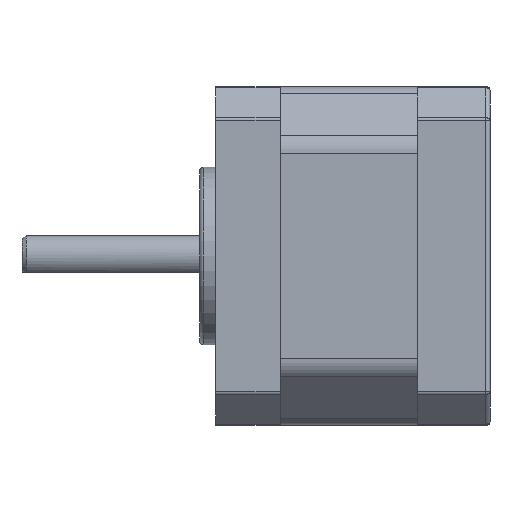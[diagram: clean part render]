
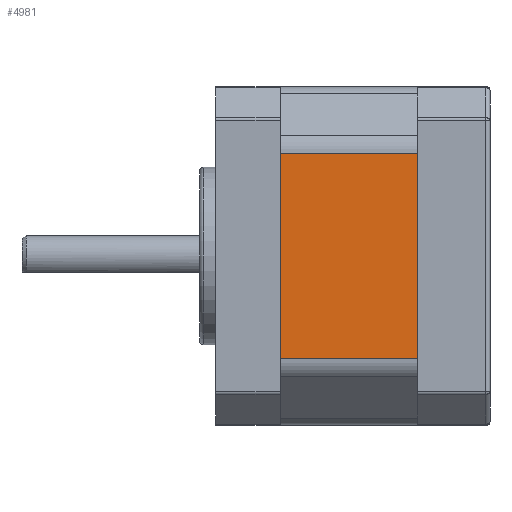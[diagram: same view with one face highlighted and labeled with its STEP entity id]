
A CAD part, left-side view. The second image highlights one B-rep face of the part: STEP entity #4981.
In plain terms, the highlighted planar face has unit normal (-1, 0, 0).
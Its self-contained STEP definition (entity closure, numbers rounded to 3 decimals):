
#289 = PLANE ( 'NONE',  #1805 ) ;
#374 = VERTEX_POINT ( 'NONE', #1387 ) ;
#389 = EDGE_CURVE ( 'NONE', #4904, #3558, #4418, .T. ) ;
#512 = EDGE_CURVE ( 'NONE', #3558, #374, #966, .T. ) ;
#514 = CARTESIAN_POINT ( 'NONE',  ( 0., 17., -8.243 ) ) ;
#677 = DIRECTION ( 'NONE',  ( 1., 0., 0. ) ) ;
#966 = LINE ( 'NONE', #4776, #3932 ) ;
#1214 = VERTEX_POINT ( 'NONE', #514 ) ;
#1386 = LINE ( 'NONE', #1927, #4344 ) ;
#1387 = CARTESIAN_POINT ( 'NONE',  ( 0., 0., -8.243 ) ) ;
#1454 = DIRECTION ( 'NONE',  ( 0., -1., 0. ) ) ;
#1599 = EDGE_CURVE ( 'NONE', #1214, #374, #1909, .T. ) ;
#1805 = AXIS2_PLACEMENT_3D ( 'NONE', #4154, #677, #3390 ) ;
#1909 = LINE ( 'NONE', #4544, #2812 ) ;
#1927 = CARTESIAN_POINT ( 'NONE',  ( 0., 17., -8.243 ) ) ;
#2160 = DIRECTION ( 'NONE',  ( 0., -1., 0. ) ) ;
#2450 = DIRECTION ( 'NONE',  ( 0., 0., 1. ) ) ;
#2812 = VECTOR ( 'NONE', #1454, 1000. ) ;
#2890 = CARTESIAN_POINT ( 'NONE',  ( 0., 0., -33.757 ) ) ;
#3024 = ORIENTED_EDGE ( 'NONE', *, *, #512, .T. ) ;
#3088 = FACE_OUTER_BOUND ( 'NONE', #3156, .T. ) ;
#3156 = EDGE_LOOP ( 'NONE', ( #3024, #4811, #4880, #4469 ) ) ;
#3390 = DIRECTION ( 'NONE',  ( 0., 0., -1. ) ) ;
#3392 = VECTOR ( 'NONE', #2160, 1000. ) ;
#3558 = VERTEX_POINT ( 'NONE', #2890 ) ;
#3702 = CARTESIAN_POINT ( 'NONE',  ( 0., 17., -33.757 ) ) ;
#3850 = EDGE_CURVE ( 'NONE', #4904, #1214, #1386, .T. ) ;
#3932 = VECTOR ( 'NONE', #2450, 1000. ) ;
#4154 = CARTESIAN_POINT ( 'NONE',  ( 0., 17., -8.243 ) ) ;
#4344 = VECTOR ( 'NONE', #4998, 1000. ) ;
#4418 = LINE ( 'NONE', #4873, #3392 ) ;
#4469 = ORIENTED_EDGE ( 'NONE', *, *, #389, .T. ) ;
#4544 = CARTESIAN_POINT ( 'NONE',  ( 0., 17., -8.243 ) ) ;
#4776 = CARTESIAN_POINT ( 'NONE',  ( 0., 0., -8.243 ) ) ;
#4811 = ORIENTED_EDGE ( 'NONE', *, *, #1599, .F. ) ;
#4873 = CARTESIAN_POINT ( 'NONE',  ( 0., 17., -33.757 ) ) ;
#4880 = ORIENTED_EDGE ( 'NONE', *, *, #3850, .F. ) ;
#4904 = VERTEX_POINT ( 'NONE', #3702 ) ;
#4981 = ADVANCED_FACE ( 'NONE', ( #3088 ), #289, .F. ) ;
#4998 = DIRECTION ( 'NONE',  ( 0., 0., 1. ) ) ;
